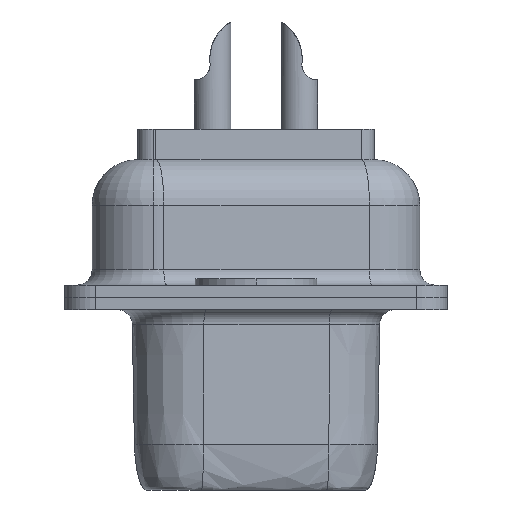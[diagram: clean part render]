
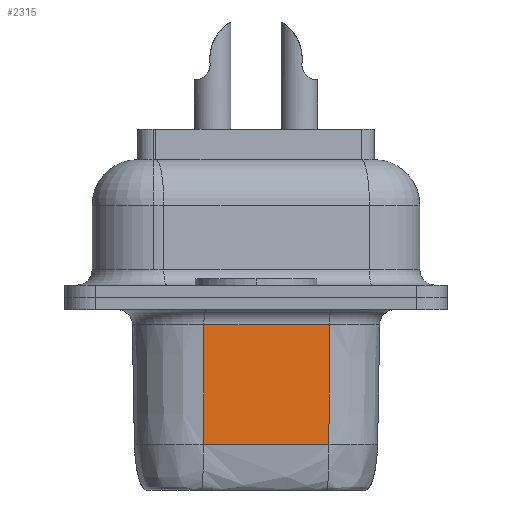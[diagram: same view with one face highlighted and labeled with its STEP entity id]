
A CAD part, left-side view. The second image highlights one B-rep face of the part: STEP entity #2315.
In plain terms, the highlighted planar face has unit normal (-0.985, -0.174, -0.018).
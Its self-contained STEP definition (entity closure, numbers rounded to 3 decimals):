
#338 = ORIENTED_EDGE ( 'NONE', *, *, #3561, .T. ) ;
#548 = DIRECTION ( 'NONE',  ( -0.985, -0.174, -0.017 ) ) ;
#984 = EDGE_LOOP ( 'NONE', ( #338, #8834, #4400, #5245 ) ) ;
#2021 = LINE ( 'NONE', #4301, #5796 ) ;
#2114 = VERTEX_POINT ( 'NONE', #7122 ) ;
#2287 = CARTESIAN_POINT ( 'NONE',  ( -7.439, -2.384, 1.493 ) ) ;
#2315 = ADVANCED_FACE ( 'NONE', ( #2626 ), #9303, .T. ) ;
#2626 = FACE_OUTER_BOUND ( 'NONE', #984, .T. ) ;
#2937 = CARTESIAN_POINT ( 'NONE',  ( -8.229, 1.704, 5.409 ) ) ;
#3323 = LINE ( 'NONE', #4857, #5351 ) ;
#3561 = EDGE_CURVE ( 'NONE', #7125, #4962, #4542, .T. ) ;
#3689 = EDGE_CURVE ( 'NONE', #4998, #7125, #3323, .T. ) ;
#3727 = CARTESIAN_POINT ( 'NONE',  ( -8.162, 1.716, 1.493 ) ) ;
#4301 = CARTESIAN_POINT ( 'NONE',  ( -7.413, -2.38, 0. ) ) ;
#4400 = ORIENTED_EDGE ( 'NONE', *, *, #7045, .F. ) ;
#4445 = B_SPLINE_CURVE_WITH_KNOTS ( 'NONE', 3,
 ( #3727, #6660, #7115, #2287 ),
 .UNSPECIFIED., .F., .F.,
 ( 4, 4 ),
 ( 0., 1. ),
 .UNSPECIFIED. ) ;
#4542 = LINE ( 'NONE', #7462, #7952 ) ;
#4793 = DIRECTION ( 'NONE',  ( 0.174, -0.985, 0. ) ) ;
#4840 = CARTESIAN_POINT ( 'NONE',  ( -8.136, 1.72, 0. ) ) ;
#4857 = CARTESIAN_POINT ( 'NONE',  ( -8.229, 1.704, 5.409 ) ) ;
#4961 = DIRECTION ( 'NONE',  ( 0.017, 0.003, -1. ) ) ;
#4962 = VERTEX_POINT ( 'NONE', #9463 ) ;
#4998 = VERTEX_POINT ( 'NONE', #5920 ) ;
#5245 = ORIENTED_EDGE ( 'NONE', *, *, #3689, .T. ) ;
#5351 = VECTOR ( 'NONE', #7694, 1000. ) ;
#5796 = VECTOR ( 'NONE', #4961, 1000. ) ;
#5920 = CARTESIAN_POINT ( 'NONE',  ( -7.506, -2.396, 5.409 ) ) ;
#6660 = CARTESIAN_POINT ( 'NONE',  ( -7.921, 0.349, 1.493 ) ) ;
#6749 = DIRECTION ( 'NONE',  ( 0.017, 0.003, -1. ) ) ;
#7045 = EDGE_CURVE ( 'NONE', #4998, #2114, #2021, .T. ) ;
#7115 = CARTESIAN_POINT ( 'NONE',  ( -7.68, -1.018, 1.493 ) ) ;
#7122 = CARTESIAN_POINT ( 'NONE',  ( -7.439, -2.384, 1.493 ) ) ;
#7125 = VERTEX_POINT ( 'NONE', #2937 ) ;
#7437 = EDGE_CURVE ( 'NONE', #4962, #2114, #4445, .T. ) ;
#7462 = CARTESIAN_POINT ( 'NONE',  ( -8.136, 1.72, 0. ) ) ;
#7694 = DIRECTION ( 'NONE',  ( -0.174, 0.985, 0. ) ) ;
#7952 = VECTOR ( 'NONE', #6749, 1000. ) ;
#8199 = AXIS2_PLACEMENT_3D ( 'NONE', #4840, #548, #4793 ) ;
#8834 = ORIENTED_EDGE ( 'NONE', *, *, #7437, .T. ) ;
#9303 = PLANE ( 'NONE',  #8199 ) ;
#9463 = CARTESIAN_POINT ( 'NONE',  ( -8.162, 1.716, 1.493 ) ) ;
